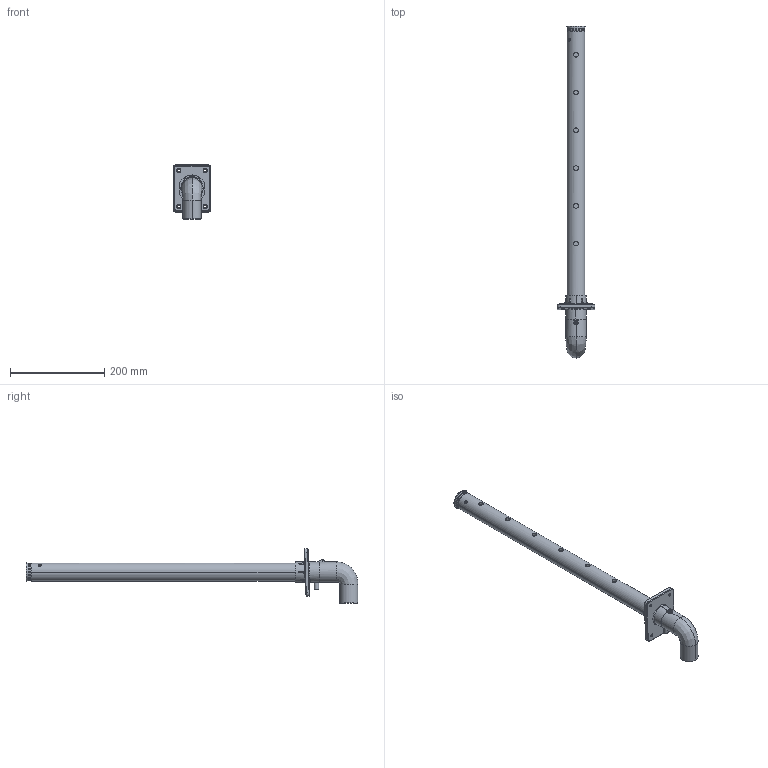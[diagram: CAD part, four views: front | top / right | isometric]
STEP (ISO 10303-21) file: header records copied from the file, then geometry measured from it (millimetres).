
FILE_DESCRIPTION((''),'2;1');
FILE_NAME('INGOMBRI_DISTR_TUBO_INOX','2023-03-07T',('mcortina'),(''),'CREO PARAMETRIC BY PTC INC, 2016050','CREO PARAMETRIC BY PTC INC, 2016050','');
FILE_SCHEMA(('AUTOMOTIVE_DESIGN { 1 0 10303 214 1 1 1 1 }'));
Length unit declared in the file: millimetre
Products named in the file (1): INGOMBRI_DISTR_TUBO_INOX
Bounding box: 80.49 x 703.1 x 115.22 mm (x, y, z)
Volume: 912311.1 mm3; surface area: 124299 mm2
Topology: 1 solids, 2 shells, 256 faces, 660 edges, 427 vertices
Faces by surface type: plane 93, cylinder 84, bspline 52, torus 13, cone 10, sphere 4
Entity records: 12087 total; most frequent: CARTESIAN_POINT 6057, ORIENTED_EDGE 1320, DIRECTION 1092, EDGE_CURVE 660, AXIS2_PLACEMENT_3D 430, VERTEX_POINT 427, EDGE_LOOP 301, FACE_OUTER_BOUND 256
